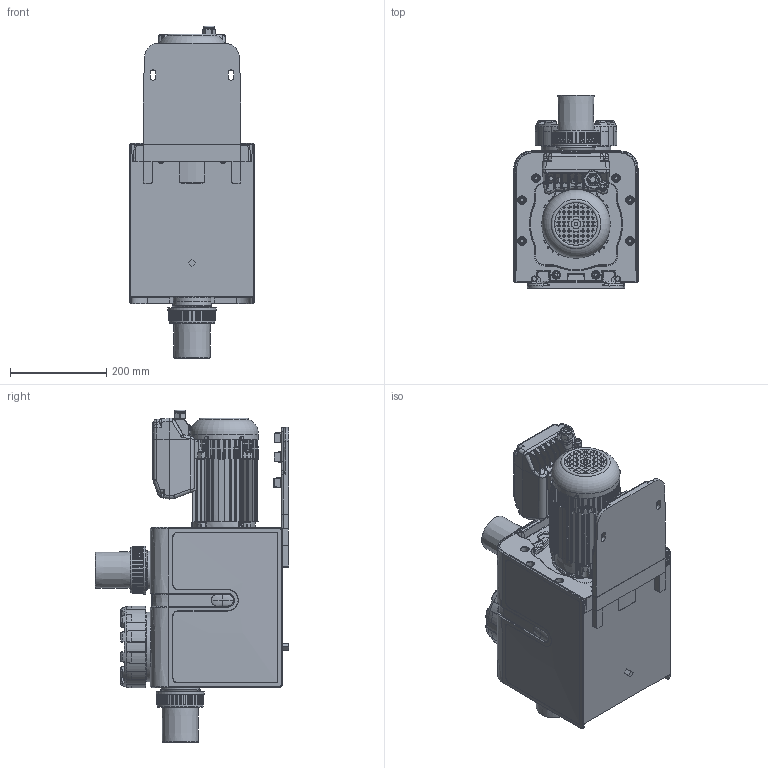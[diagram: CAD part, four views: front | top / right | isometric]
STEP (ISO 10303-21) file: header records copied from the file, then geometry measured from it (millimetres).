
FILE_DESCRIPTION(/* description */ (''),/* implementation_level */ '2;1');
FILE_NAME(/* name */ 'BADU Profi Eco VS.stp',/* time_stamp */ '2018-12-20T11:35:04+01:00',/* author */ ('czeitz'),/* organization */ (''),/* preprocessor_version */ 'ST-DEVELOPER v17',/* originating_system */ 'Autodesk Inventor 2018',/* authorisation */ '');
FILE_SCHEMA (('AUTOMOTIVE_DESIGN { 1 0 10303 214 3 1 1 }'));
Products named in the file (1): BADU Profi _ Gehäuse
Bounding box: 259.48 x 401 x 689.5 mm (x, y, z)
Volume: 29227342.4 mm3; surface area: 1061952.8 mm2
Topology: 1 solids, 1 shells, 5050 faces, 13226 edges, 8328 vertices
Faces by surface type: plane 1878, bspline 1448, cylinder 1172, torus 275, cone 166, sphere 111
Full cylindrical faces by diameter (mm): 2 x3, 4 x6, 4.4 x4, 4.5 x4, 7 x9, 8 x1, 12 x10, 12.5 x1, 13.2 x1, 15 x2, 18 x1, 20 x2, 23 x1, 24 x1, 50 x1, 50.6 x1, 66.4 x2, 78.5 x1, 95 x2, 100 x2, 123.302 x1, 142.26 x1
Entity records: 234666 total; most frequent: CARTESIAN_POINT 111647, ORIENTED_EDGE 26368, DIRECTION 22701, EDGE_CURVE 13184, AXIS2_PLACEMENT_3D 8631, VERTEX_POINT 8328, LINE 5439, VECTOR 5439
